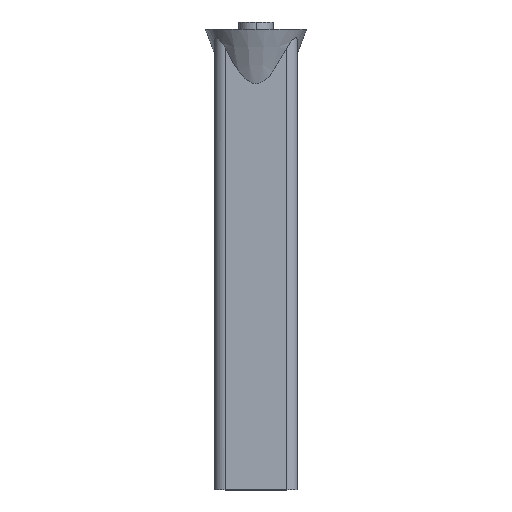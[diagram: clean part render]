
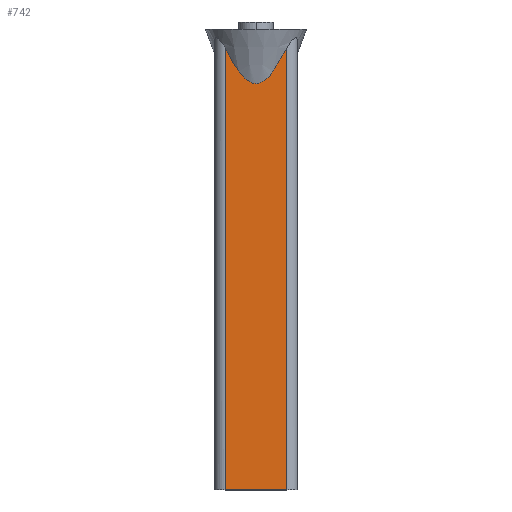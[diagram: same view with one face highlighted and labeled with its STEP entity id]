
A CAD part, top view. The second image highlights one B-rep face of the part: STEP entity #742.
In plain terms, the highlighted planar face has unit normal (0, 0, 1).
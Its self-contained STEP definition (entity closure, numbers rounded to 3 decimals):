
#38 = DIRECTION ( 'NONE',  ( 0., 1., 0. ) ) ;
#45 = CARTESIAN_POINT ( 'NONE',  ( -1.89, 57.539, 4.25 ) ) ;
#66 = DIRECTION ( 'NONE',  ( 1., 0., 0. ) ) ;
#71 = AXIS2_PLACEMENT_3D ( 'NONE', #1002, #664, #589 ) ;
#76 = CARTESIAN_POINT ( 'NONE',  ( 0., 0., 4.25 ) ) ;
#84 = VECTOR ( 'NONE', #38, 1000. ) ;
#129 = CARTESIAN_POINT ( 'NONE',  ( 0.132, 56.444, 4.25 ) ) ;
#134 = CARTESIAN_POINT ( 'NONE',  ( 1.882, 57.53, 4.25 ) ) ;
#139 = CARTESIAN_POINT ( 'NONE',  ( 2.406, 58.181, 4.25 ) ) ;
#145 = CARTESIAN_POINT ( 'NONE',  ( 2.885, 58.861, 4.25 ) ) ;
#216 = CARTESIAN_POINT ( 'NONE',  ( -0.29, 56.466, 4.25 ) ) ;
#220 = EDGE_CURVE ( 'NONE', #333, #567, #470, .T. ) ;
#222 = CARTESIAN_POINT ( 'NONE',  ( -2.411, 58.187, 4.25 ) ) ;
#269 = EDGE_CURVE ( 'NONE', #567, #717, #1006, .T. ) ;
#279 = ORIENTED_EDGE ( 'NONE', *, *, #220, .T. ) ;
#296 = CARTESIAN_POINT ( 'NONE',  ( 1.275, 56.946, 4.25 ) ) ;
#308 = CARTESIAN_POINT ( 'NONE',  ( 4.25, 61.281, 4.25 ) ) ;
#320 = ORIENTED_EDGE ( 'NONE', *, *, #269, .T. ) ;
#333 = VERTEX_POINT ( 'NONE', #374 ) ;
#374 = CARTESIAN_POINT ( 'NONE',  ( 4.25, 61.281, 4.25 ) ) ;
#391 = CARTESIAN_POINT ( 'NONE',  ( 1.69, 57.322, 4.25 ) ) ;
#398 = CARTESIAN_POINT ( 'NONE',  ( -0.151, 56.445, 4.25 ) ) ;
#425 = DIRECTION ( 'NONE',  ( 0., -1., 0. ) ) ;
#441 = CARTESIAN_POINT ( 'NONE',  ( 4.25, 0., 4.25 ) ) ;
#459 = EDGE_LOOP ( 'NONE', ( #1071, #279, #320, #1009 ) ) ;
#467 = VECTOR ( 'NONE', #66, 1000. ) ;
#468 = LINE ( 'NONE', #879, #84 ) ;
#470 = B_SPLINE_CURVE_WITH_KNOTS ( 'NONE', 3,
 ( #308, #644, #726, #1053, #145, #139, #1042, #134, #391, #296, #481, #808, #880, #649, #129, #398, #216, #794, #655, #489, #967, #572, #45, #475, #222, #973, #1060, #978, #900, #558 ),
 .UNSPECIFIED., .F., .F.,
 ( 4, 2, 2, 2, 2, 2, 2, 2, 2, 2, 2, 2, 2, 2, 4 ),
 ( 0.017, 0.019, 0.02, 0.021, 0.022, 0.023, 0.023, 0.024, 0.024, 0.024, 0.025, 0.026, 0.027, 0.029, 0.03 ),
 .UNSPECIFIED. ) ;
#475 = CARTESIAN_POINT ( 'NONE',  ( -2.244, 57.965, 4.25 ) ) ;
#481 = CARTESIAN_POINT ( 'NONE',  ( 1.048, 56.775, 4.25 ) ) ;
#489 = CARTESIAN_POINT ( 'NONE',  ( -1.065, 56.787, 4.25 ) ) ;
#498 = FACE_OUTER_BOUND ( 'NONE', #459, .T. ) ;
#501 = LINE ( 'NONE', #76, #467 ) ;
#558 = CARTESIAN_POINT ( 'NONE',  ( -4.25, 61.281, 4.25 ) ) ;
#560 = VERTEX_POINT ( 'NONE', #441 ) ;
#567 = VERTEX_POINT ( 'NONE', #635 ) ;
#572 = CARTESIAN_POINT ( 'NONE',  ( -1.702, 57.335, 4.25 ) ) ;
#589 = DIRECTION ( 'NONE',  ( -1., 0., 0. ) ) ;
#635 = CARTESIAN_POINT ( 'NONE',  ( -4.25, 61.281, 4.25 ) ) ;
#644 = CARTESIAN_POINT ( 'NONE',  ( 3.995, 60.786, 4.25 ) ) ;
#649 = CARTESIAN_POINT ( 'NONE',  ( 0.27, 56.462, 4.25 ) ) ;
#655 = CARTESIAN_POINT ( 'NONE',  ( -0.693, 56.594, 4.25 ) ) ;
#664 = DIRECTION ( 'NONE',  ( 0., 0., -1. ) ) ;
#682 = CARTESIAN_POINT ( 'NONE',  ( -4.25, 0., 4.25 ) ) ;
#717 = VERTEX_POINT ( 'NONE', #1070 ) ;
#726 = CARTESIAN_POINT ( 'NONE',  ( 3.732, 60.296, 4.25 ) ) ;
#742 = ADVANCED_FACE ( 'NONE', ( #498 ), #990, .F. ) ;
#794 = CARTESIAN_POINT ( 'NONE',  ( -0.561, 56.54, 4.25 ) ) ;
#808 = CARTESIAN_POINT ( 'NONE',  ( 0.674, 56.586, 4.25 ) ) ;
#879 = CARTESIAN_POINT ( 'NONE',  ( 4.25, 64., 4.25 ) ) ;
#880 = CARTESIAN_POINT ( 'NONE',  ( 0.543, 56.533, 4.25 ) ) ;
#900 = CARTESIAN_POINT ( 'NONE',  ( -3.997, 60.79, 4.25 ) ) ;
#916 = VECTOR ( 'NONE', #425, 1000. ) ;
#927 = EDGE_CURVE ( 'NONE', #560, #333, #468, .T. ) ;
#967 = CARTESIAN_POINT ( 'NONE',  ( -1.291, 56.959, 4.25 ) ) ;
#973 = CARTESIAN_POINT ( 'NONE',  ( -2.892, 58.871, 4.25 ) ) ;
#978 = CARTESIAN_POINT ( 'NONE',  ( -3.736, 60.303, 4.25 ) ) ;
#990 = PLANE ( 'NONE',  #71 ) ;
#1002 = CARTESIAN_POINT ( 'NONE',  ( 0., 64., 4.25 ) ) ;
#1006 = LINE ( 'NONE', #682, #916 ) ;
#1009 = ORIENTED_EDGE ( 'NONE', *, *, #1040, .T. ) ;
#1040 = EDGE_CURVE ( 'NONE', #717, #560, #501, .T. ) ;
#1042 = CARTESIAN_POINT ( 'NONE',  ( 2.239, 57.959, 4.25 ) ) ;
#1053 = CARTESIAN_POINT ( 'NONE',  ( 3.177, 59.334, 4.25 ) ) ;
#1060 = CARTESIAN_POINT ( 'NONE',  ( -3.183, 59.344, 4.25 ) ) ;
#1070 = CARTESIAN_POINT ( 'NONE',  ( -4.25, 0., 4.25 ) ) ;
#1071 = ORIENTED_EDGE ( 'NONE', *, *, #927, .T. ) ;
